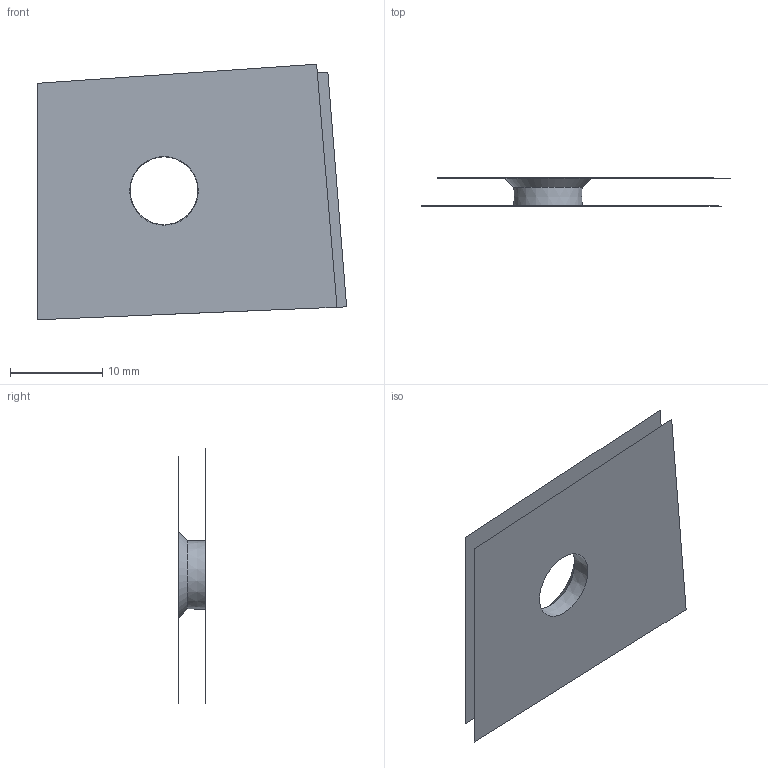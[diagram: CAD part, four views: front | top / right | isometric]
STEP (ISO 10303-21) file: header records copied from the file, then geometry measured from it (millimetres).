
FILE_DESCRIPTION(('Open CASCADE Model'),'2;1');
FILE_NAME('Open CASCADE Shape Model','2025-10-21T21:37:36',('Author'),( 'Open CASCADE'),'Open CASCADE STEP processor 7.7','Open CASCADE 7.7' ,'Unknown');
FILE_SCHEMA(('AUTOMOTIVE_DESIGN { 1 0 10303 214 1 1 1 1 }'));
Length unit declared in the file: millimetre
Products named in the file (5): Open CASCADE STEP translator 7.7 63; Open CASCADE STEP translator 7.7 63.1; Open CASCADE STEP translator 7.7 63.2; Open CASCADE STEP translator 7.7 63.3; Open CASCADE STEP translator 7.7 63.4
Assembly tree (4 placements, depth 2):
  Open CASCADE STEP translator 7.7 63
    Open CASCADE STEP translator 7.7 63.1
    Open CASCADE STEP translator 7.7 63.2
    Open CASCADE STEP translator 7.7 63.3
    Open CASCADE STEP translator 7.7 63.4
Bounding box: 33.5 x 3 x 27.69 mm (x, y, z)
Surface area: 1560.6 mm2 (no closed solid volume)
Topology: 0 solids, 4 shells, 4 faces, 18 edges, 16 vertices
Faces by surface type: plane 2, cone 2
Entity records: 437 total; most frequent: CARTESIAN_POINT 107, DIRECTION 51, ORIENTED_EDGE 20, PCURVE 20, DEFINITIONAL_REPRESENTATION 20, EDGE_CURVE 18, AXIS2_PLACEMENT_3D 17, VERTEX_POINT 16
